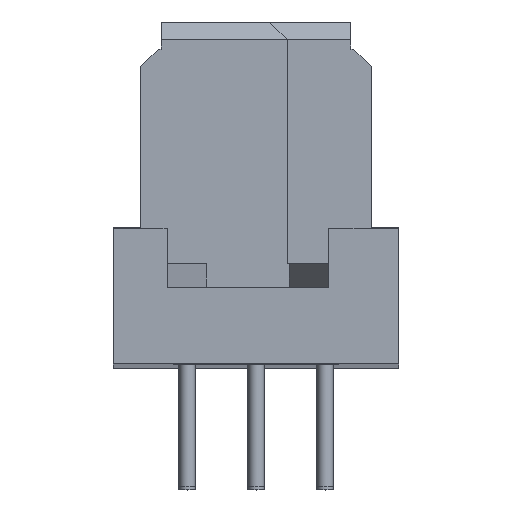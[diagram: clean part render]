
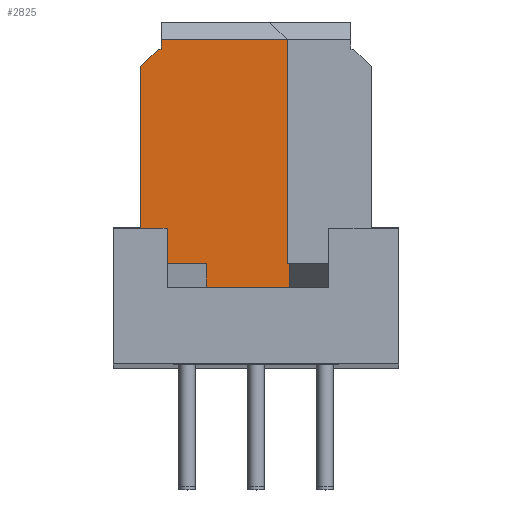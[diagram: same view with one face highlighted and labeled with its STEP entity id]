
A CAD part, top view. The second image highlights one B-rep face of the part: STEP entity #2825.
In plain terms, the highlighted free-form (B-spline) face has degree [1, 1] with [2, 2] control points.
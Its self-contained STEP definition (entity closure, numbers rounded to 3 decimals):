
#1830=CARTESIAN_POINT('V99',(3.418,2.8,
   89.95));
#1831=VERTEX_POINT('V99',#1830);
#1837=CARTESIAN_POINT('V104',(3.418,3.7,
   89.95));
#1838=VERTEX_POINT('V104',#1837);
#1839=CARTESIAN_POINT('E150',(3.418,2.8,
   89.95));
#1840=CARTESIAN_POINT('E150',(3.418,3.7,
   89.95));
#1841=B_SPLINE_CURVE_WITH_KNOTS('E150',1,(#1839,#1840),
   .POLYLINE_FORM.,.F.,.U.,(2,2),(0.0,0.294),
   .UNSPECIFIED.);
#1842=EDGE_CURVE('E150',#1831,#1838,#1841,.T.);
#1857=CARTESIAN_POINT('V74',(1.,3.7,
   89.95));
#1858=VERTEX_POINT('V74',#1857);
#1859=CARTESIAN_POINT('E145',(3.418,3.7,
   89.95));
#1860=CARTESIAN_POINT('E145',(1.,3.7,
   89.95));
#1861=QUASI_UNIFORM_CURVE('E145',1,(#1859,#1860),.POLYLINE_FORM.,.F.,
   .U.);
#1862=EDGE_CURVE('E145',#1838,#1858,#1861,.T.);
#2601=CARTESIAN_POINT('V105',(6.4,3.7,
   89.95));
#2602=VERTEX_POINT('V105',#2601);
#2603=CARTESIAN_POINT('V120',(6.4,11.95,
   89.95));
#2604=VERTEX_POINT('V120',#2603);
#2605=CARTESIAN_POINT('E173',(6.4,3.7,
   89.95));
#2606=CARTESIAN_POINT('E173',(6.4,11.95,
   89.95));
#2607=B_SPLINE_CURVE_WITH_KNOTS('E173',1,(#2605,#2606),
   .POLYLINE_FORM.,.F.,.U.,(2,2),(0.0,0.927),
   .UNSPECIFIED.);
#2608=EDGE_CURVE('E173',#2602,#2604,#2607,.T.);
#2735=CARTESIAN_POINT('V115',(1.76,11.95,
   89.95));
#2736=VERTEX_POINT('V115',#2735);
#2744=CARTESIAN_POINT('V116',(1.76,11.6,
   89.95));
#2745=VERTEX_POINT('V116',#2744);
#2751=CARTESIAN_POINT('E165',(1.76,11.6,
   89.95));
#2752=CARTESIAN_POINT('E165',(1.76,11.95,
   89.95));
#2753=B_SPLINE_CURVE_WITH_KNOTS('E165',1,(#2751,#2752),
   .POLYLINE_FORM.,.F.,.U.,(2,2),(0.0,0.075),
   .UNSPECIFIED.);
#2754=EDGE_CURVE('E165',#2745,#2736,#2753,.T.);
#2765=CARTESIAN_POINT('E172',(1.76,11.95,
   89.95));
#2766=CARTESIAN_POINT('E172',(6.4,11.95,
   89.95));
#2767=B_SPLINE_CURVE_WITH_KNOTS('E172',1,(#2765,#2766),
   .POLYLINE_FORM.,.F.,.U.,(2,2),(2.0,7.048),
   .UNSPECIFIED.);
#2768=EDGE_CURVE('E172',#2736,#2604,#2767,.T.);
#2775=CARTESIAN_POINT('F60',(6.682,-0.1,
   89.95));
#2776=CARTESIAN_POINT('F60',(0.8,-0.1,
   89.95));
#2777=CARTESIAN_POINT('F60',(6.682,12.7,
   89.95));
#2778=CARTESIAN_POINT('F60',(0.8,12.7,
   89.95));
#2779=B_SPLINE_SURFACE_WITH_KNOTS('F60',1,1,((#2775,#2777),(#2776,
   #2778)),.PLANE_SURF.,.F.,.F.,.U.,(2,2),(2,2),(0.0,1.0),(0.0,
   2.176),.UNSPECIFIED.);
#2780=ORIENTED_EDGE('F57',*,*,#2754,.F.);
#2781=CARTESIAN_POINT('V58',(1.65,11.6,
   89.95));
#2782=VERTEX_POINT('V58',#2781);
#2783=CARTESIAN_POINT('E174',(1.65,11.6,
   89.95));
#2784=CARTESIAN_POINT('E174',(1.76,11.6,
   89.95));
#2785=B_SPLINE_CURVE_WITH_KNOTS('E174',1,(#2783,#2784),
   .POLYLINE_FORM.,.F.,.U.,(2,2),(0.0,0.023),
   .UNSPECIFIED.);
#2786=EDGE_CURVE('E174',#2782,#2745,#2785,.T.);
#2787=ORIENTED_EDGE('E174',*,*,#2786,.F.);
#2788=CARTESIAN_POINT('V57',(1.,10.95,
   89.95));
#2789=VERTEX_POINT('V57',#2788);
#2790=CARTESIAN_POINT('E65',(1.0,10.95,
   89.95));
#2791=CARTESIAN_POINT('E65',(1.65,11.6,
   89.95));
#2792=QUASI_UNIFORM_CURVE('E65',1,(#2790,#2791),.POLYLINE_FORM.,.F.,
   .U.);
#2793=EDGE_CURVE('E65',#2789,#2782,#2792,.T.);
#2794=ORIENTED_EDGE('E65',*,*,#2793,.F.);
#2795=CARTESIAN_POINT('E92',(1.,3.7,
   89.95));
#2796=CARTESIAN_POINT('E92',(1.,10.95,
   89.95));
#2797=QUASI_UNIFORM_CURVE('E92',1,(#2795,#2796),.POLYLINE_FORM.,.F.,
   .U.);
#2798=EDGE_CURVE('E92',#1858,#2789,#2797,.T.);
#2799=ORIENTED_EDGE('E92',*,*,#2798,.F.);
#2800=ORIENTED_EDGE('E145',*,*,#1862,.F.);
#2801=ORIENTED_EDGE('E150',*,*,#1842,.F.);
#2802=CARTESIAN_POINT('V98',(6.482,2.8,
   89.95));
#2803=VERTEX_POINT('V98',#2802);
#2804=CARTESIAN_POINT('E136',(6.482,2.8,
   89.95));
#2805=CARTESIAN_POINT('E136',(3.418,2.8,
   89.95));
#2806=QUASI_UNIFORM_CURVE('E136',1,(#2804,#2805),.POLYLINE_FORM.,.F.,
   .U.);
#2807=EDGE_CURVE('E136',#2803,#1831,#2806,.T.);
#2808=ORIENTED_EDGE('E136',*,*,#2807,.F.);
#2809=CARTESIAN_POINT('V97',(6.482,3.7,
   89.95));
#2810=VERTEX_POINT('V97',#2809);
#2811=CARTESIAN_POINT('E130',(6.482,3.7,
   89.95));
#2812=CARTESIAN_POINT('E130',(6.482,2.8,
   89.95));
#2813=B_SPLINE_CURVE_WITH_KNOTS('E130',1,(#2811,#2812),
   .POLYLINE_FORM.,.F.,.U.,(2,2),(0.0,0.312),
   .UNSPECIFIED.);
#2814=EDGE_CURVE('E130',#2810,#2803,#2813,.T.);
#2815=ORIENTED_EDGE('E130',*,*,#2814,.F.);
#2816=CARTESIAN_POINT('E146',(6.4,3.7,
   89.95));
#2817=CARTESIAN_POINT('E146',(6.482,3.7,
   89.95));
#2818=B_SPLINE_CURVE_WITH_KNOTS('E146',1,(#2816,#2817),
   .POLYLINE_FORM.,.F.,.U.,(2,2),(0.973,1.0),
   .UNSPECIFIED.);
#2819=EDGE_CURVE('E146',#2602,#2810,#2818,.T.);
#2820=ORIENTED_EDGE('E146',*,*,#2819,.F.);
#2821=ORIENTED_EDGE('E173',*,*,#2608,.T.);
#2822=ORIENTED_EDGE('E172',*,*,#2768,.F.);
#2823=EDGE_LOOP('F60',(#2780,#2787,#2794,#2799,#2800,#2801,#2808,
   #2815,#2820,#2821,#2822));
#2824=FACE_OUTER_BOUND('F60',#2823,.T.);
#2825=ADVANCED_FACE('F60',(#2824),#2779,.F.);
